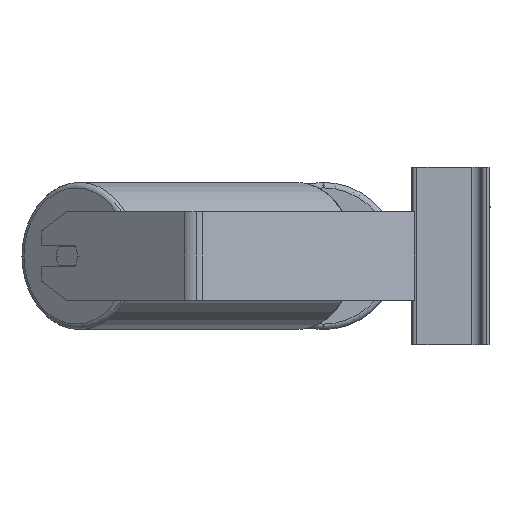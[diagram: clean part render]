
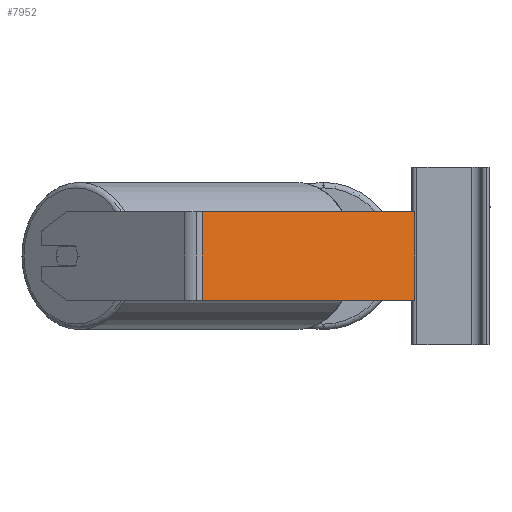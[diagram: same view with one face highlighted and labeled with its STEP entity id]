
A CAD part, left-side view. The second image highlights one B-rep face of the part: STEP entity #7952.
In plain terms, the highlighted planar face has unit normal (-0.94, -0.342, 0).
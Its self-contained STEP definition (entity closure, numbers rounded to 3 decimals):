
#249 = EDGE_CURVE ( 'NONE', #6054, #3055, #4013, .T. ) ;
#264 = CARTESIAN_POINT ( 'NONE',  ( -560.308, 215.937, 40. ) ) ;
#295 = EDGE_CURVE ( 'NONE', #9706, #3055, #5040, .T. ) ;
#993 = DIRECTION ( 'NONE',  ( 0.342, -0.94, 0. ) ) ;
#1503 = EDGE_LOOP ( 'NONE', ( #4428, #9341, #1531, #3403 ) ) ;
#1531 = ORIENTED_EDGE ( 'NONE', *, *, #10729, .F. ) ;
#1653 = CARTESIAN_POINT ( 'NONE',  ( -557.148, 207.257, -40. ) ) ;
#1890 = VECTOR ( 'NONE', #3129, 1000. ) ;
#2197 = EDGE_CURVE ( 'NONE', #3484, #6054, #3980, .T. ) ;
#2424 = CARTESIAN_POINT ( 'NONE',  ( -487.518, 15.948, 40. ) ) ;
#2543 = DIRECTION ( 'NONE',  ( 0., 0., -1. ) ) ;
#2780 = VECTOR ( 'NONE', #2543, 1000. ) ;
#2932 = DIRECTION ( 'NONE',  ( -0.342, 0.94, 0. ) ) ;
#3055 = VERTEX_POINT ( 'NONE', #9506 ) ;
#3129 = DIRECTION ( 'NONE',  ( 0., 0., -1. ) ) ;
#3245 = CARTESIAN_POINT ( 'NONE',  ( -557.148, 207.257, 40. ) ) ;
#3403 = ORIENTED_EDGE ( 'NONE', *, *, #2197, .T. ) ;
#3484 = VERTEX_POINT ( 'NONE', #8582 ) ;
#3728 = DIRECTION ( 'NONE',  ( 0.94, 0.342, 0. ) ) ;
#3920 = VECTOR ( 'NONE', #993, 1000. ) ;
#3980 = LINE ( 'NONE', #3245, #1890 ) ;
#4013 = LINE ( 'NONE', #5608, #7311 ) ;
#4428 = ORIENTED_EDGE ( 'NONE', *, *, #249, .T. ) ;
#4695 = AXIS2_PLACEMENT_3D ( 'NONE', #264, #3728, #2932 ) ;
#5040 = LINE ( 'NONE', #2424, #2780 ) ;
#5324 = LINE ( 'NONE', #8767, #3920 ) ;
#5608 = CARTESIAN_POINT ( 'NONE',  ( -560.308, 215.937, -40. ) ) ;
#6054 = VERTEX_POINT ( 'NONE', #1653 ) ;
#6609 = CARTESIAN_POINT ( 'NONE',  ( -487.518, 15.948, 40. ) ) ;
#7302 = DIRECTION ( 'NONE',  ( 0.342, -0.94, 0. ) ) ;
#7311 = VECTOR ( 'NONE', #7302, 1000. ) ;
#7952 = ADVANCED_FACE ( 'NONE', ( #8044 ), #8832, .F. ) ;
#8044 = FACE_OUTER_BOUND ( 'NONE', #1503, .T. ) ;
#8582 = CARTESIAN_POINT ( 'NONE',  ( -557.148, 207.257, 40. ) ) ;
#8767 = CARTESIAN_POINT ( 'NONE',  ( -560.308, 215.937, 40. ) ) ;
#8832 = PLANE ( 'NONE',  #4695 ) ;
#9341 = ORIENTED_EDGE ( 'NONE', *, *, #295, .F. ) ;
#9506 = CARTESIAN_POINT ( 'NONE',  ( -487.518, 15.948, -40. ) ) ;
#9706 = VERTEX_POINT ( 'NONE', #6609 ) ;
#10729 = EDGE_CURVE ( 'NONE', #3484, #9706, #5324, .T. ) ;
